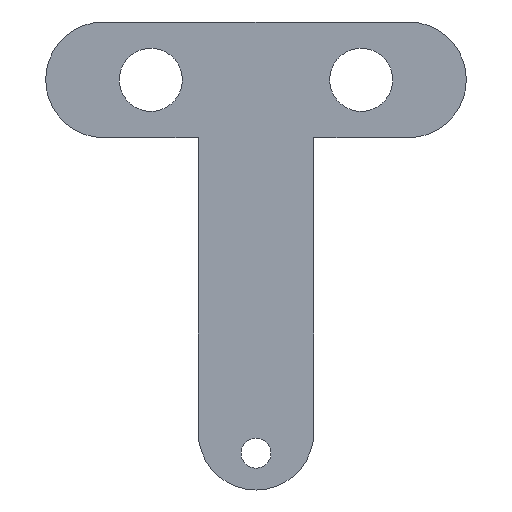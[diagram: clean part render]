
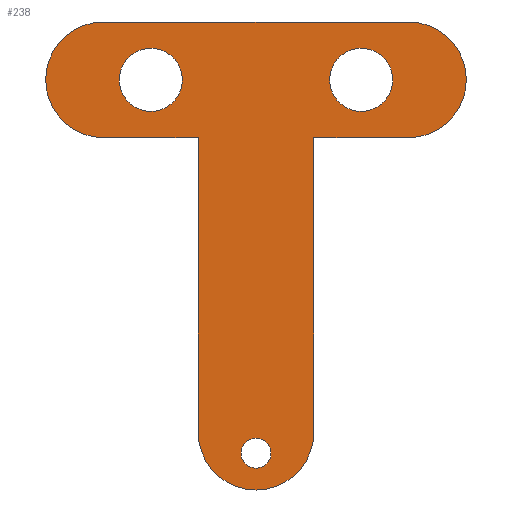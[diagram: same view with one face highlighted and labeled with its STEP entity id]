
A CAD part, left-side view. The second image highlights one B-rep face of the part: STEP entity #238.
In plain terms, the highlighted planar face has unit normal (-1, 0, 0).
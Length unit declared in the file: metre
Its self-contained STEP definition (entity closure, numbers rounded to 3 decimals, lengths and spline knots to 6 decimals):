
#13=CIRCLE('',#262,0.003);
#15=CIRCLE('',#265,0.001425);
#17=CIRCLE('',#268,0.003);
#21=CIRCLE('',#274,0.0055);
#22=CIRCLE('',#275,0.0055);
#23=CIRCLE('',#276,0.0055);
#67=ORIENTED_EDGE('',*,*,#111,.T.);
#68=ORIENTED_EDGE('',*,*,#117,.T.);
#69=ORIENTED_EDGE('',*,*,#105,.F.);
#70=ORIENTED_EDGE('',*,*,#103,.T.);
#71=ORIENTED_EDGE('',*,*,#118,.T.);
#72=ORIENTED_EDGE('',*,*,#99,.F.);
#73=ORIENTED_EDGE('',*,*,#119,.T.);
#74=ORIENTED_EDGE('',*,*,#94,.T.);
#75=ORIENTED_EDGE('',*,*,#92,.T.);
#76=ORIENTED_EDGE('',*,*,#109,.T.);
#77=ORIENTED_EDGE('',*,*,#113,.T.);
#92=EDGE_CURVE('',#123,#122,#144,.T.);
#94=EDGE_CURVE('',#124,#123,#146,.T.);
#99=EDGE_CURVE('',#128,#129,#151,.T.);
#103=EDGE_CURVE('',#133,#132,#155,.T.);
#105=EDGE_CURVE('',#133,#134,#157,.T.);
#109=EDGE_CURVE('',#137,#137,#13,.T.);
#111=EDGE_CURVE('',#139,#139,#15,.T.);
#113=EDGE_CURVE('',#141,#141,#17,.T.);
#117=EDGE_CURVE('',#122,#134,#21,.F.);
#118=EDGE_CURVE('',#132,#129,#22,.F.);
#119=EDGE_CURVE('',#128,#124,#23,.F.);
#122=VERTEX_POINT('',#356);
#123=VERTEX_POINT('',#358);
#124=VERTEX_POINT('',#362);
#128=VERTEX_POINT('',#371);
#129=VERTEX_POINT('',#373);
#132=VERTEX_POINT('',#380);
#133=VERTEX_POINT('',#382);
#134=VERTEX_POINT('',#386);
#137=VERTEX_POINT('',#394);
#139=VERTEX_POINT('',#399);
#141=VERTEX_POINT('',#404);
#144=LINE('',#357,#162);
#146=LINE('',#361,#164);
#151=LINE('',#372,#169);
#155=LINE('',#381,#173);
#157=LINE('',#385,#175);
#162=VECTOR('',#286,1.);
#164=VECTOR('',#290,1.);
#169=VECTOR('',#297,1.);
#173=VECTOR('',#303,1.);
#175=VECTOR('',#307,1.);
#193=EDGE_LOOP('',(#67));
#194=EDGE_LOOP('',(#68,#69,#70,#71,#72,#73,#74,#75));
#195=EDGE_LOOP('',(#76));
#196=EDGE_LOOP('',(#77));
#215=FACE_BOUND('',#193,.T.);
#216=FACE_BOUND('',#194,.T.);
#217=FACE_BOUND('',#195,.T.);
#218=FACE_BOUND('',#196,.T.);
#228=PLANE('',#273);
#238=ADVANCED_FACE('',(#215,#216,#217,#218),#228,.F.);
#262=AXIS2_PLACEMENT_3D('',#393,#314,#315);
#265=AXIS2_PLACEMENT_3D('',#398,#320,#321);
#268=AXIS2_PLACEMENT_3D('',#403,#326,#327);
#273=AXIS2_PLACEMENT_3D('',#409,#336,#337);
#274=AXIS2_PLACEMENT_3D('',#410,#338,#339);
#275=AXIS2_PLACEMENT_3D('',#411,#340,#341);
#276=AXIS2_PLACEMENT_3D('',#412,#342,#343);
#286=DIRECTION('',(0.,0.,-1.));
#290=DIRECTION('',(0.,-1.,0.));
#297=DIRECTION('',(0.,-1.,0.));
#303=DIRECTION('',(0.,-1.,0.));
#307=DIRECTION('',(0.,0.,-1.));
#314=DIRECTION('',(1.,0.,0.));
#315=DIRECTION('',(0.,0.,-1.));
#320=DIRECTION('',(1.,0.,0.));
#321=DIRECTION('',(0.,0.,-1.));
#326=DIRECTION('',(1.,0.,0.));
#327=DIRECTION('',(0.,0.,-1.));
#336=DIRECTION('',(1.,0.,0.));
#337=DIRECTION('',(0.,1.,0.));
#338=DIRECTION('',(1.,0.,0.));
#339=DIRECTION('',(0.,0.,-1.));
#340=DIRECTION('',(1.,0.,0.));
#341=DIRECTION('',(0.,0.,-1.));
#342=DIRECTION('',(1.,0.,0.));
#343=DIRECTION('',(0.,0.,-1.));
#356=CARTESIAN_POINT('',(0.,-0.0235,0.003));
#357=CARTESIAN_POINT('',(0.,-0.0235,0.01425));
#358=CARTESIAN_POINT('',(0.,-0.0235,0.031));
#361=CARTESIAN_POINT('',(0.,-0.02325,0.031));
#362=CARTESIAN_POINT('',(0.,-0.0145,0.031));
#371=CARTESIAN_POINT('',(0.,-0.0145,0.042));
#372=CARTESIAN_POINT('',(0.,-0.029,0.042));
#373=CARTESIAN_POINT('',(0.,-0.0435,0.042));
#380=CARTESIAN_POINT('',(0.,-0.0435,0.031));
#381=CARTESIAN_POINT('',(0.,-0.044,0.031));
#382=CARTESIAN_POINT('',(0.,-0.0345,0.031));
#385=CARTESIAN_POINT('',(0.,-0.0345,0.01425));
#386=CARTESIAN_POINT('',(0.,-0.0345,0.003));
#393=CARTESIAN_POINT('',(0.,-0.019,0.0365));
#394=CARTESIAN_POINT('',(0.,-0.019,0.0335));
#398=CARTESIAN_POINT('',(0.,-0.029,0.001));
#399=CARTESIAN_POINT('',(0.,-0.029,-0.000425));
#403=CARTESIAN_POINT('',(0.,-0.039,0.0365));
#404=CARTESIAN_POINT('',(0.,-0.039,0.0335));
#409=CARTESIAN_POINT('',(0.,-0.029,0.024562));
#410=CARTESIAN_POINT('',(0.,-0.029,0.003));
#411=CARTESIAN_POINT('',(0.,-0.0435,0.0365));
#412=CARTESIAN_POINT('',(0.,-0.0145,0.0365));
